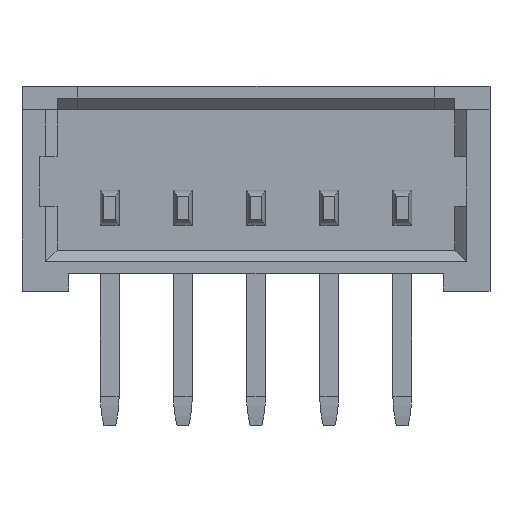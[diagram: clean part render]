
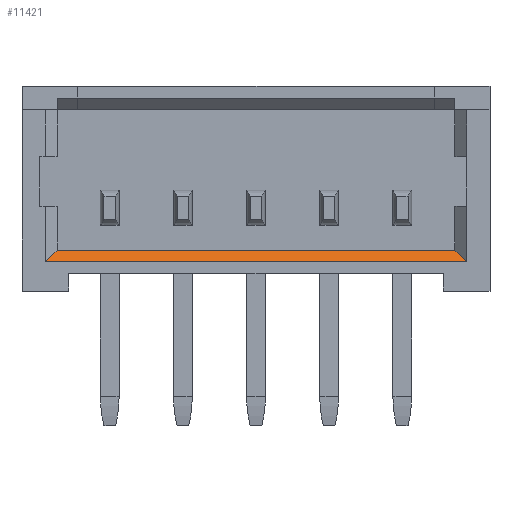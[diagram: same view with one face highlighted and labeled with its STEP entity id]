
A CAD part, front view. The second image highlights one B-rep face of the part: STEP entity #11421.
In plain terms, the highlighted planar face has unit normal (0, -0.707, 0.707).
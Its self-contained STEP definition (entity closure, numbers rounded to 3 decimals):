
#1669 = PLANE('',#1670);
#1670 = AXIS2_PLACEMENT_3D('',#1671,#1672,#1673);
#1671 = CARTESIAN_POINT('',(2.5,-4.45,1.8));
#1672 = DIRECTION('',(0.,-1.,0.));
#1673 = DIRECTION('',(-1.,0.,0.));
#4525 = VERTEX_POINT('',#4526);
#4526 = CARTESIAN_POINT('',(-1.1,-4.45,0.55));
#4540 = PLANE('',#4541);
#4541 = AXIS2_PLACEMENT_3D('',#4542,#4543,#4544);
#4542 = CARTESIAN_POINT('',(-1.1,-4.45,3.15));
#4543 = DIRECTION('',(0.707,-0.707,
    0.));
#4544 = DIRECTION('',(0.,0.,-1.));
#4552 = EDGE_CURVE('',#4525,#4553,#4555,.T.);
#4553 = VERTEX_POINT('',#4554);
#4554 = CARTESIAN_POINT('',(6.1,-4.45,0.55));
#4555 = SURFACE_CURVE('',#4556,(#4560,#4567),.PCURVE_S1.);
#4556 = LINE('',#4557,#4558);
#4557 = CARTESIAN_POINT('',(-1.1,-4.45,0.55));
#4558 = VECTOR('',#4559,1.);
#4559 = DIRECTION('',(1.,0.,0.));
#4560 = PCURVE('',#1669,#4561);
#4561 = DEFINITIONAL_REPRESENTATION('',(#4562),#4566);
#4562 = LINE('',#4563,#4564);
#4563 = CARTESIAN_POINT('',(3.6,1.25));
#4564 = VECTOR('',#4565,1.);
#4565 = DIRECTION('',(-1.,0.));
#4566 = ( GEOMETRIC_REPRESENTATION_CONTEXT(2) 
PARAMETRIC_REPRESENTATION_CONTEXT() REPRESENTATION_CONTEXT('2D SPACE',''
  ) );
#4567 = PCURVE('',#4568,#4573);
#4568 = PLANE('',#4569);
#4569 = AXIS2_PLACEMENT_3D('',#4570,#4571,#4572);
#4570 = CARTESIAN_POINT('',(-0.9,-4.45,0.55));
#4571 = DIRECTION('',(0.,-0.707,0.707));
#4572 = DIRECTION('',(1.,0.,0.));
#4573 = DEFINITIONAL_REPRESENTATION('',(#4574),#4578);
#4574 = LINE('',#4575,#4576);
#4575 = CARTESIAN_POINT('',(-0.2,0.));
#4576 = VECTOR('',#4577,1.);
#4577 = DIRECTION('',(1.,0.));
#4578 = ( GEOMETRIC_REPRESENTATION_CONTEXT(2) 
PARAMETRIC_REPRESENTATION_CONTEXT() REPRESENTATION_CONTEXT('2D SPACE',''
  ) );
#4594 = PLANE('',#4595);
#4595 = AXIS2_PLACEMENT_3D('',#4596,#4597,#4598);
#4596 = CARTESIAN_POINT('',(6.1,-4.45,0.75));
#4597 = DIRECTION('',(-0.707,-0.707,
    0.));
#4598 = DIRECTION('',(0.,0.,1.));
#7382 = PLANE('',#7383);
#7383 = AXIS2_PLACEMENT_3D('',#7384,#7385,#7386);
#7384 = CARTESIAN_POINT('',(-0.9,-4.45,0.75));
#7385 = DIRECTION('',(0.,0.,-1.));
#7386 = DIRECTION('',(1.,0.,0.));
#11378 = VERTEX_POINT('',#11379);
#11379 = CARTESIAN_POINT('',(-0.9,-4.25,0.75));
#11400 = EDGE_CURVE('',#4525,#11378,#11401,.T.);
#11401 = SURFACE_CURVE('',#11402,(#11406,#11413),.PCURVE_S1.);
#11402 = LINE('',#11403,#11404);
#11403 = CARTESIAN_POINT('',(-1.1,-4.45,0.55));
#11404 = VECTOR('',#11405,1.);
#11405 = DIRECTION('',(0.577,0.577,0.577));
#11406 = PCURVE('',#4540,#11407);
#11407 = DEFINITIONAL_REPRESENTATION('',(#11408),#11412);
#11408 = LINE('',#11409,#11410);
#11409 = CARTESIAN_POINT('',(2.6,0.));
#11410 = VECTOR('',#11411,1.);
#11411 = DIRECTION('',(-0.577,0.816));
#11412 = ( GEOMETRIC_REPRESENTATION_CONTEXT(2) 
PARAMETRIC_REPRESENTATION_CONTEXT() REPRESENTATION_CONTEXT('2D SPACE',''
  ) );
#11413 = PCURVE('',#4568,#11414);
#11414 = DEFINITIONAL_REPRESENTATION('',(#11415),#11419);
#11415 = LINE('',#11416,#11417);
#11416 = CARTESIAN_POINT('',(-0.2,0.));
#11417 = VECTOR('',#11418,1.);
#11418 = DIRECTION('',(0.577,0.816));
#11419 = ( GEOMETRIC_REPRESENTATION_CONTEXT(2) 
PARAMETRIC_REPRESENTATION_CONTEXT() REPRESENTATION_CONTEXT('2D SPACE',''
  ) );
#11421 = ADVANCED_FACE('',(#11422),#4568,.T.);
#11422 = FACE_BOUND('',#11423,.F.);
#11423 = EDGE_LOOP('',(#11424,#11425,#11426,#11449));
#11424 = ORIENTED_EDGE('',*,*,#4552,.F.);
#11425 = ORIENTED_EDGE('',*,*,#11400,.T.);
#11426 = ORIENTED_EDGE('',*,*,#11427,.T.);
#11427 = EDGE_CURVE('',#11378,#11428,#11430,.T.);
#11428 = VERTEX_POINT('',#11429);
#11429 = CARTESIAN_POINT('',(5.9,-4.25,0.75));
#11430 = SURFACE_CURVE('',#11431,(#11435,#11442),.PCURVE_S1.);
#11431 = LINE('',#11432,#11433);
#11432 = CARTESIAN_POINT('',(-0.9,-4.25,0.75));
#11433 = VECTOR('',#11434,1.);
#11434 = DIRECTION('',(1.,0.,0.));
#11435 = PCURVE('',#4568,#11436);
#11436 = DEFINITIONAL_REPRESENTATION('',(#11437),#11441);
#11437 = LINE('',#11438,#11439);
#11438 = CARTESIAN_POINT('',(0.,0.283));
#11439 = VECTOR('',#11440,1.);
#11440 = DIRECTION('',(1.,0.));
#11441 = ( GEOMETRIC_REPRESENTATION_CONTEXT(2) 
PARAMETRIC_REPRESENTATION_CONTEXT() REPRESENTATION_CONTEXT('2D SPACE',''
  ) );
#11442 = PCURVE('',#7382,#11443);
#11443 = DEFINITIONAL_REPRESENTATION('',(#11444),#11448);
#11444 = LINE('',#11445,#11446);
#11445 = CARTESIAN_POINT('',(0.,-0.2));
#11446 = VECTOR('',#11447,1.);
#11447 = DIRECTION('',(1.,0.));
#11448 = ( GEOMETRIC_REPRESENTATION_CONTEXT(2) 
PARAMETRIC_REPRESENTATION_CONTEXT() REPRESENTATION_CONTEXT('2D SPACE',''
  ) );
#11449 = ORIENTED_EDGE('',*,*,#11450,.F.);
#11450 = EDGE_CURVE('',#4553,#11428,#11451,.T.);
#11451 = SURFACE_CURVE('',#11452,(#11456,#11463),.PCURVE_S1.);
#11452 = LINE('',#11453,#11454);
#11453 = CARTESIAN_POINT('',(6.1,-4.45,0.55));
#11454 = VECTOR('',#11455,1.);
#11455 = DIRECTION('',(-0.577,0.577,0.577));
#11456 = PCURVE('',#4568,#11457);
#11457 = DEFINITIONAL_REPRESENTATION('',(#11458),#11462);
#11458 = LINE('',#11459,#11460);
#11459 = CARTESIAN_POINT('',(7.,0.));
#11460 = VECTOR('',#11461,1.);
#11461 = DIRECTION('',(-0.577,0.816));
#11462 = ( GEOMETRIC_REPRESENTATION_CONTEXT(2) 
PARAMETRIC_REPRESENTATION_CONTEXT() REPRESENTATION_CONTEXT('2D SPACE',''
  ) );
#11463 = PCURVE('',#4594,#11464);
#11464 = DEFINITIONAL_REPRESENTATION('',(#11465),#11469);
#11465 = LINE('',#11466,#11467);
#11466 = CARTESIAN_POINT('',(-0.2,0.));
#11467 = VECTOR('',#11468,1.);
#11468 = DIRECTION('',(0.577,0.816));
#11469 = ( GEOMETRIC_REPRESENTATION_CONTEXT(2) 
PARAMETRIC_REPRESENTATION_CONTEXT() REPRESENTATION_CONTEXT('2D SPACE',''
  ) );
